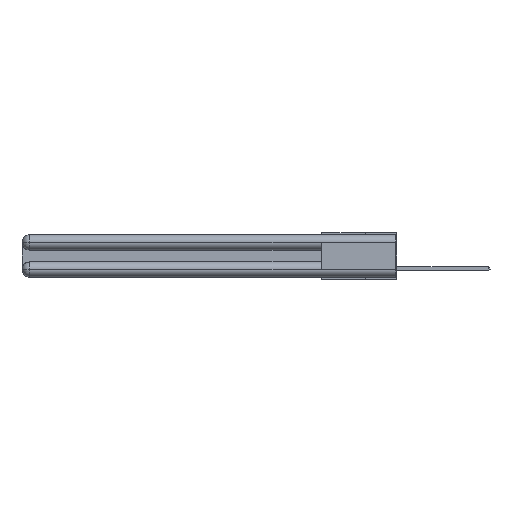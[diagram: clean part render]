
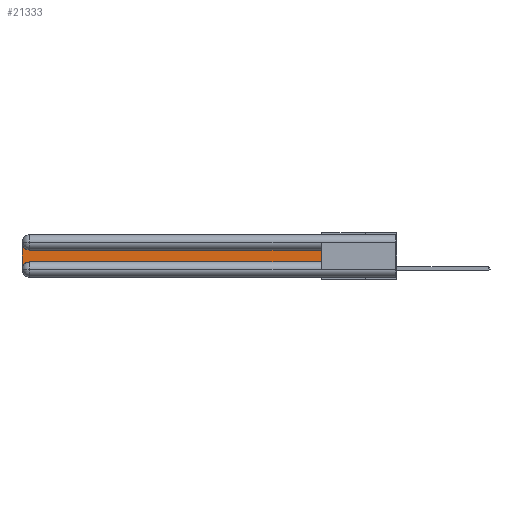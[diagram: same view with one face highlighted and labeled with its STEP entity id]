
A CAD part, left-side view. The second image highlights one B-rep face of the part: STEP entity #21333.
In plain terms, the highlighted planar face has unit normal (-1, 0, 0).
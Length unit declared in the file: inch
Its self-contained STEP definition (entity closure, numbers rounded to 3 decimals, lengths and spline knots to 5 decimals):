
#518 = DIRECTION ( 'NONE',  ( 1., 0., 0. ) ) ;
#793 = CARTESIAN_POINT ( 'NONE',  ( 0.075, 2.94, -0.1225 ) ) ;
#1121 = EDGE_CURVE ( 'NONE', #11662, #8868, #23999, .T. ) ;
#1801 = CIRCLE ( 'NONE', #23691, 0.06 ) ;
#2189 = EDGE_LOOP ( 'NONE', ( #17447, #8804, #16357, #25365, #15226, #20487 ) ) ;
#2608 = LINE ( 'NONE', #11521, #10115 ) ;
#2738 = DIRECTION ( 'NONE',  ( 0., -1., 0. ) ) ;
#2979 = VECTOR ( 'NONE', #2738, 39.37008 ) ;
#3403 = VERTEX_POINT ( 'NONE', #11396 ) ;
#3618 = CARTESIAN_POINT ( 'NONE',  ( 0.075, 0.6, -0.2175 ) ) ;
#4548 = VECTOR ( 'NONE', #23673, 39.37008 ) ;
#4984 = CIRCLE ( 'NONE', #25214, 0.06 ) ;
#6220 = CARTESIAN_POINT ( 'NONE',  ( 0.075, 2.94, -0.2175 ) ) ;
#6238 = CARTESIAN_POINT ( 'NONE',  ( 0.075, 3., -0.2175 ) ) ;
#8260 = CARTESIAN_POINT ( 'NONE',  ( 0.075, 3., -0.2775 ) ) ;
#8338 = EDGE_CURVE ( 'NONE', #26437, #26210, #8765, .T. ) ;
#8360 = DIRECTION ( 'NONE',  ( 1., 0., 0. ) ) ;
#8668 = EDGE_CURVE ( 'NONE', #3403, #14439, #2608, .T. ) ;
#8765 = LINE ( 'NONE', #20095, #2979 ) ;
#8804 = ORIENTED_EDGE ( 'NONE', *, *, #19921, .T. ) ;
#8868 = VERTEX_POINT ( 'NONE', #8260 ) ;
#10115 = VECTOR ( 'NONE', #15818, 39.37008 ) ;
#10747 = CARTESIAN_POINT ( 'NONE',  ( 0.075, 3., -0.1225 ) ) ;
#11396 = CARTESIAN_POINT ( 'NONE',  ( 0.075, 0.6, -0.1225 ) ) ;
#11521 = CARTESIAN_POINT ( 'NONE',  ( 0.075, 0.6, -0.1225 ) ) ;
#11566 = CARTESIAN_POINT ( 'NONE',  ( 0.075, 0.6, -0.2175 ) ) ;
#11662 = VERTEX_POINT ( 'NONE', #27065 ) ;
#11912 = EDGE_CURVE ( 'NONE', #26210, #3403, #18376, .T. ) ;
#12759 = DIRECTION ( 'NONE',  ( 0., 0., -1. ) ) ;
#13042 = PLANE ( 'NONE',  #22828 ) ;
#14439 = VERTEX_POINT ( 'NONE', #793 ) ;
#15226 = ORIENTED_EDGE ( 'NONE', *, *, #8338, .T. ) ;
#15738 = DIRECTION ( 'NONE',  ( 0., 0., -1. ) ) ;
#15818 = DIRECTION ( 'NONE',  ( 0., 1., 0. ) ) ;
#16283 = DIRECTION ( 'NONE',  ( 0., 0., -1. ) ) ;
#16357 = ORIENTED_EDGE ( 'NONE', *, *, #1121, .T. ) ;
#16426 = DIRECTION ( 'NONE',  ( 0., 0., 1. ) ) ;
#17447 = ORIENTED_EDGE ( 'NONE', *, *, #8668, .T. ) ;
#18376 = LINE ( 'NONE', #3618, #22484 ) ;
#19921 = EDGE_CURVE ( 'NONE', #14439, #11662, #1801, .T. ) ;
#20095 = CARTESIAN_POINT ( 'NONE',  ( 0.075, 0.6, -0.2175 ) ) ;
#20391 = CARTESIAN_POINT ( 'NONE',  ( 0.075, 2.94, -0.0625 ) ) ;
#20487 = ORIENTED_EDGE ( 'NONE', *, *, #11912, .T. ) ;
#21333 = ADVANCED_FACE ( 'NONE', ( #24170 ), #13042, .F. ) ;
#22484 = VECTOR ( 'NONE', #16426, 39.37008 ) ;
#22659 = DIRECTION ( 'NONE',  ( 1., 0., 0. ) ) ;
#22828 = AXIS2_PLACEMENT_3D ( 'NONE', #10747, #8360, #12759 ) ;
#23673 = DIRECTION ( 'NONE',  ( 0., 0., -1. ) ) ;
#23691 = AXIS2_PLACEMENT_3D ( 'NONE', #20391, #22659, #16283 ) ;
#23999 = LINE ( 'NONE', #6238, #4548 ) ;
#24170 = FACE_OUTER_BOUND ( 'NONE', #2189, .T. ) ;
#25214 = AXIS2_PLACEMENT_3D ( 'NONE', #26635, #518, #15738 ) ;
#25365 = ORIENTED_EDGE ( 'NONE', *, *, #25677, .T. ) ;
#25677 = EDGE_CURVE ( 'NONE', #8868, #26437, #4984, .T. ) ;
#26210 = VERTEX_POINT ( 'NONE', #11566 ) ;
#26437 = VERTEX_POINT ( 'NONE', #6220 ) ;
#26635 = CARTESIAN_POINT ( 'NONE',  ( 0.075, 2.94, -0.2775 ) ) ;
#27065 = CARTESIAN_POINT ( 'NONE',  ( 0.075, 3., -0.0625 ) ) ;
